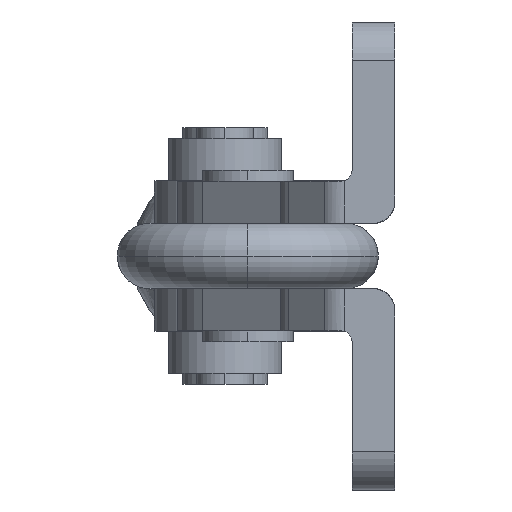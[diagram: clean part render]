
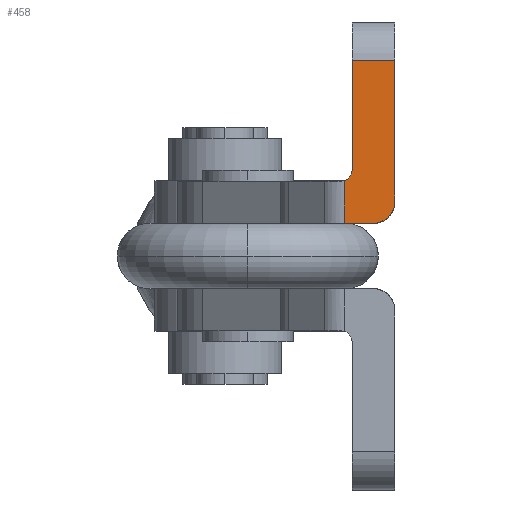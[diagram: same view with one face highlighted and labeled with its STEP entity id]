
A CAD part, left-side view. The second image highlights one B-rep face of the part: STEP entity #458.
In plain terms, the highlighted planar face has unit normal (-1, 0, 0).
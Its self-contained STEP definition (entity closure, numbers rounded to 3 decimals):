
#458 = ADVANCED_FACE( '', ( #1009 ), #1010, .F. );
#1009 = FACE_OUTER_BOUND( '', #1608, .T. );
#1010 = PLANE( '', #1609 );
#1608 = EDGE_LOOP( '', ( #3639, #3640, #3641, #3642, #3643, #3644, #3645 ) );
#1609 = AXIS2_PLACEMENT_3D( '', #3646, #3647, #3648 );
#3639 = ORIENTED_EDGE( '', *, *, #4605, .T. );
#3640 = ORIENTED_EDGE( '', *, *, #4629, .F. );
#3641 = ORIENTED_EDGE( '', *, *, #4630, .F. );
#3642 = ORIENTED_EDGE( '', *, *, #4631, .F. );
#3643 = ORIENTED_EDGE( '', *, *, #4632, .F. );
#3644 = ORIENTED_EDGE( '', *, *, #4633, .F. );
#3645 = ORIENTED_EDGE( '', *, *, #4634, .F. );
#3646 = CARTESIAN_POINT( '', ( -61.9, 4.633, 3.005 ) );
#3647 = DIRECTION( '', ( 1., 0., 0. ) );
#3648 = DIRECTION( '', ( 0., 1., 0. ) );
#4605 = EDGE_CURVE( '', #5758, #5759, #5760, .T. );
#4629 = EDGE_CURVE( '', #5800, #5759, #5801, .T. );
#4630 = EDGE_CURVE( '', #5802, #5800, #5803, .T. );
#4631 = EDGE_CURVE( '', #5804, #5802, #5805, .T. );
#4632 = EDGE_CURVE( '', #5806, #5804, #5807, .T. );
#4633 = EDGE_CURVE( '', #5808, #5806, #5809, .T. );
#4634 = EDGE_CURVE( '', #5758, #5808, #5810, .T. );
#5758 = VERTEX_POINT( '', #8093 );
#5759 = VERTEX_POINT( '', #8094 );
#5760 = LINE( '', #8095, #8096 );
#5800 = VERTEX_POINT( '', #8152 );
#5801 = LINE( '', #8153, #8154 );
#5802 = VERTEX_POINT( '', #8155 );
#5803 = CIRCLE( '', #8156, 0.975 );
#5804 = VERTEX_POINT( '', #8157 );
#5805 = LINE( '', #8158, #8159 );
#5806 = VERTEX_POINT( '', #8160 );
#5807 = LINE( '', #8161, #8162 );
#5808 = VERTEX_POINT( '', #8163 );
#5809 = CIRCLE( '', #8164, 1.95 );
#5810 = LINE( '', #8165, #8166 );
#8093 = CARTESIAN_POINT( '', ( -61.9, 0., 18.004 ) );
#8094 = CARTESIAN_POINT( '', ( -61.9, 3.92, 18.004 ) );
#8095 = CARTESIAN_POINT( '', ( -61.9, 1.975, 18.004 ) );
#8096 = VECTOR( '', #9501, 1. );
#8152 = CARTESIAN_POINT( '', ( -61.9, 3.92, 7.865 ) );
#8153 = CARTESIAN_POINT( '', ( -61.9, 3.92, 5.435 ) );
#8154 = VECTOR( '', #9539, 1. );
#8155 = CARTESIAN_POINT( '', ( -61.9, 4.633, 6.926 ) );
#8156 = AXIS2_PLACEMENT_3D( '', #9540, #9541, #9542 );
#8157 = CARTESIAN_POINT( '', ( -61.9, 4.633, 3.01 ) );
#8158 = CARTESIAN_POINT( '', ( -61.9, 4.633, 3.005 ) );
#8159 = VECTOR( '', #9543, 1. );
#8160 = CARTESIAN_POINT( '', ( -61.9, 1.95, 3.01 ) );
#8161 = CARTESIAN_POINT( '', ( -61.9, 3.292, 3.01 ) );
#8162 = VECTOR( '', #9544, 1. );
#8163 = CARTESIAN_POINT( '', ( -61.9, 0., 4.96 ) );
#8164 = AXIS2_PLACEMENT_3D( '', #9545, #9546, #9547 );
#8165 = CARTESIAN_POINT( '', ( -61.9, 0., 12.758 ) );
#8166 = VECTOR( '', #9548, 1. );
#9501 = DIRECTION( '', ( 0., 1., 0. ) );
#9539 = DIRECTION( '', ( 0., 0., 1. ) );
#9540 = CARTESIAN_POINT( '', ( -61.9, 4.895, 7.865 ) );
#9541 = DIRECTION( '', ( -1., 0., 0. ) );
#9542 = DIRECTION( '', ( 0., 0., -1. ) );
#9543 = DIRECTION( '', ( 0., 0., 1. ) );
#9544 = DIRECTION( '', ( 0., 1., 0. ) );
#9545 = CARTESIAN_POINT( '', ( -61.9, 1.95, 4.96 ) );
#9546 = DIRECTION( '', ( 1., 0., 0. ) );
#9547 = DIRECTION( '', ( 0., -1., 0. ) );
#9548 = DIRECTION( '', ( 0., 0., -1. ) );
